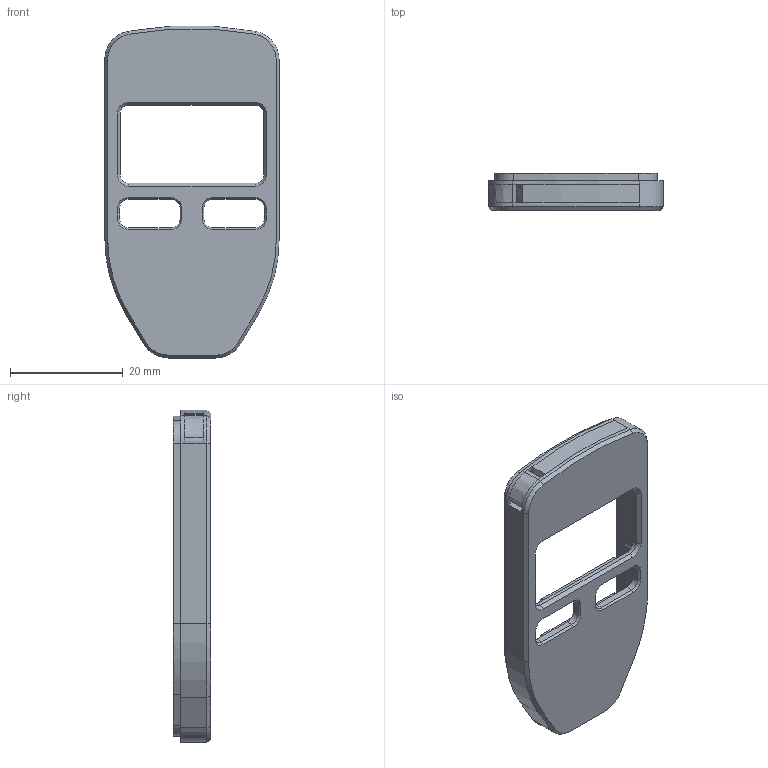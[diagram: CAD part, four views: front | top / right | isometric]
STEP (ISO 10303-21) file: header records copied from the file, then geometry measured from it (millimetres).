
FILE_DESCRIPTION(/* description */ (''),/* implementation_level */ '2;1');
FILE_NAME(/* name */ 'cover-up.step',/* time_stamp */ '2020-08-31T22:14:13-07:00',/* author */ (''),/* organization */ (''),/* preprocessor_version */ 'ST-DEVELOPER v18.1',/* originating_system */ 'Autodesk Translation Framework v9.3.0.1241',/* authorisation */ '');
FILE_SCHEMA (('AUTOMOTIVE_DESIGN { 1 0 10303 214 3 1 1 }'));
Length unit declared in the file: millimetre
Products named in the file (1): cover-up
Bounding box: 30.9 x 6.6 x 58.88 mm (x, y, z)
Volume: 3533.7 mm3; surface area: 4491.1 mm2
Topology: 1 solids, 1 shells, 236 faces, 633 edges, 398 vertices
Faces by surface type: plane 121, cylinder 61, bspline 54
Entity records: 13331 total; most frequent: CARTESIAN_POINT 7415, ORIENTED_EDGE 1266, DIRECTION 1193, EDGE_CURVE 633, LINE 409, VECTOR 409, VERTEX_POINT 398, AXIS2_PLACEMENT_3D 392
